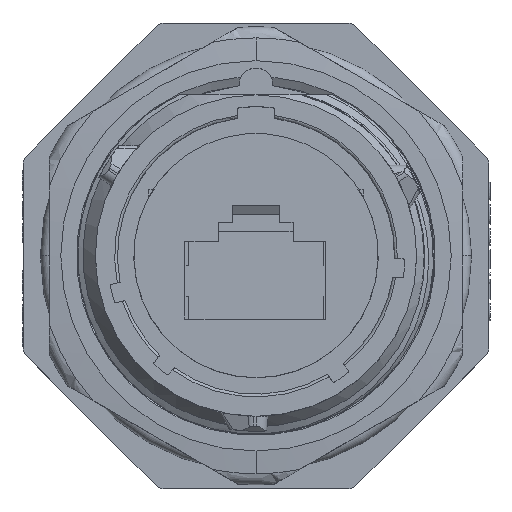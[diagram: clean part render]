
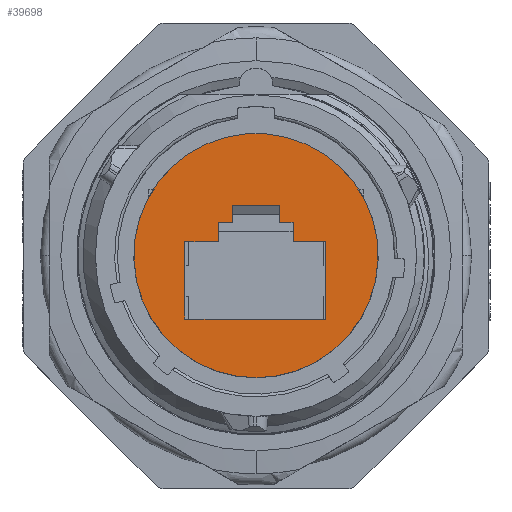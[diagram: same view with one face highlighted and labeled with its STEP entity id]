
A CAD part, top view. The second image highlights one B-rep face of the part: STEP entity #39698.
In plain terms, the highlighted planar face has unit normal (0, 0, 1).
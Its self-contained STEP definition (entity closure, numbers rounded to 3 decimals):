
#17848=CARTESIAN_POINT('',(0.,0.,21.04));
#17849=DIRECTION('',(0.,0.,1.));
#17850=DIRECTION('',(-0.41,0.912,0.));
#17851=AXIS2_PLACEMENT_3D('',#17848,#17849,#17850);
#17872=CARTESIAN_POINT('',(0.,0.,21.04));
#17873=DIRECTION('',(0.,0.,-1.));
#17874=DIRECTION('',(-0.41,0.912,0.));
#17875=AXIS2_PLACEMENT_3D('',#17872,#17873,#17874);
#17881=DIRECTION('',(1.,0.,0.));
#17882=VECTOR('',#17881,2.95);
#17883=CARTESIAN_POINT('',(-6.3,1.25,21.04));
#17884=LINE('',#17883,#17882);
#17885=DIRECTION('',(0.,1.,0.));
#17886=VECTOR('',#17885,6.87);
#17887=CARTESIAN_POINT('',(-6.3,-5.62,21.04));
#17888=LINE('',#17887,#17886);
#17889=DIRECTION('',(-1.,0.,0.));
#17890=VECTOR('',#17889,12.46);
#17891=CARTESIAN_POINT('',(6.16,-5.62,21.04));
#17892=LINE('',#17891,#17890);
#17893=DIRECTION('',(0.,-1.,0.));
#17894=VECTOR('',#17893,6.87);
#17895=CARTESIAN_POINT('',(6.16,1.25,21.04));
#17896=LINE('',#17895,#17894);
#17897=DIRECTION('',(1.,0.,0.));
#17898=VECTOR('',#17897,2.877);
#17899=CARTESIAN_POINT('',(3.283,1.25,21.04));
#17900=LINE('',#17899,#17898);
#17901=DIRECTION('',(0.,-1.,0.));
#17902=VECTOR('',#17901,1.7);
#17903=CARTESIAN_POINT('',(3.283,2.95,21.04));
#17904=LINE('',#17903,#17902);
#17905=DIRECTION('',(1.,0.,0.));
#17906=VECTOR('',#17905,1.183);
#17907=CARTESIAN_POINT('',(2.1,2.95,21.04));
#17908=LINE('',#17907,#17906);
#17909=DIRECTION('',(0.,-1.,0.));
#17910=VECTOR('',#17909,1.45);
#17911=CARTESIAN_POINT('',(2.1,4.4,21.04));
#17912=LINE('',#17911,#17910);
#17913=DIRECTION('',(1.,0.,0.));
#17914=VECTOR('',#17913,4.2);
#17915=CARTESIAN_POINT('',(-2.1,4.4,21.04));
#17916=LINE('',#17915,#17914);
#17917=DIRECTION('',(0.,1.,0.));
#17918=VECTOR('',#17917,1.45);
#17919=CARTESIAN_POINT('',(-2.1,2.95,21.04));
#17920=LINE('',#17919,#17918);
#17921=DIRECTION('',(1.,0.,0.));
#17922=VECTOR('',#17921,1.25);
#17923=CARTESIAN_POINT('',(-3.35,2.95,21.04));
#17924=LINE('',#17923,#17922);
#17925=DIRECTION('',(0.,1.,0.));
#17926=VECTOR('',#17925,1.7);
#17927=CARTESIAN_POINT('',(-3.35,1.25,21.04));
#17928=LINE('',#17927,#17926);
#20512=CARTESIAN_POINT('',(-4.437,9.874,21.04));
#20513=CARTESIAN_POINT('',(4.437,9.874,21.04));
#20514=VERTEX_POINT('',#20512);
#20515=VERTEX_POINT('',#20513);
#21042=CARTESIAN_POINT('',(-6.3,1.25,21.04));
#21043=CARTESIAN_POINT('',(-3.35,1.25,21.04));
#21044=VERTEX_POINT('',#21042);
#21045=VERTEX_POINT('',#21043);
#21046=CARTESIAN_POINT('',(-3.35,2.95,21.04));
#21047=VERTEX_POINT('',#21046);
#21048=CARTESIAN_POINT('',(-2.1,2.95,21.04));
#21049=VERTEX_POINT('',#21048);
#21050=CARTESIAN_POINT('',(-2.1,4.4,21.04));
#21051=VERTEX_POINT('',#21050);
#21052=CARTESIAN_POINT('',(2.1,4.4,21.04));
#21053=VERTEX_POINT('',#21052);
#21054=CARTESIAN_POINT('',(2.1,2.95,21.04));
#21055=VERTEX_POINT('',#21054);
#21056=CARTESIAN_POINT('',(3.283,2.95,21.04));
#21057=VERTEX_POINT('',#21056);
#21058=CARTESIAN_POINT('',(3.283,1.25,21.04));
#21059=VERTEX_POINT('',#21058);
#21060=CARTESIAN_POINT('',(6.16,1.25,21.04));
#21061=VERTEX_POINT('',#21060);
#21062=CARTESIAN_POINT('',(6.16,-5.62,21.04));
#21063=VERTEX_POINT('',#21062);
#21064=CARTESIAN_POINT('',(-6.3,-5.62,21.04));
#21065=VERTEX_POINT('',#21064);
#39663=CARTESIAN_POINT('',(0.,0.,21.04));
#39664=DIRECTION('',(0.,0.,1.));
#39665=DIRECTION('',(1.,0.,0.));
#39666=AXIS2_PLACEMENT_3D('',#39663,#39664,#39665);
#39667=PLANE('',#39666);
#39668=ORIENTED_EDGE('',*,*,#39633,.F.);
#39669=ORIENTED_EDGE('',*,*,#39657,.T.);
#39670=EDGE_LOOP('',(#39668,#39669));
#39671=FACE_OUTER_BOUND('',#39670,.F.);
#39673=ORIENTED_EDGE('',*,*,#39672,.F.);
#39675=ORIENTED_EDGE('',*,*,#39674,.F.);
#39677=ORIENTED_EDGE('',*,*,#39676,.F.);
#39679=ORIENTED_EDGE('',*,*,#39678,.F.);
#39681=ORIENTED_EDGE('',*,*,#39680,.F.);
#39683=ORIENTED_EDGE('',*,*,#39682,.F.);
#39685=ORIENTED_EDGE('',*,*,#39684,.F.);
#39687=ORIENTED_EDGE('',*,*,#39686,.F.);
#39689=ORIENTED_EDGE('',*,*,#39688,.F.);
#39691=ORIENTED_EDGE('',*,*,#39690,.F.);
#39693=ORIENTED_EDGE('',*,*,#39692,.F.);
#39695=ORIENTED_EDGE('',*,*,#39694,.F.);
#39696=EDGE_LOOP('',(#39673,#39675,#39677,#39679,#39681,#39683,#39685,#39687,
#39689,#39691,#39693,#39695));
#39697=FACE_BOUND('',#39696,.F.);
#39698=ADVANCED_FACE('',(#39671,#39697),#39667,.T.);
#17852=CIRCLE('',#17851,10.825);
#17876=CIRCLE('',#17875,10.825);
#39633=EDGE_CURVE('',#20514,#20515,#17852,.T.);
#39657=EDGE_CURVE('',#20514,#20515,#17876,.T.);
#39672=EDGE_CURVE('',#21044,#21045,#17884,.T.);
#39674=EDGE_CURVE('',#21065,#21044,#17888,.T.);
#39676=EDGE_CURVE('',#21063,#21065,#17892,.T.);
#39678=EDGE_CURVE('',#21061,#21063,#17896,.T.);
#39680=EDGE_CURVE('',#21059,#21061,#17900,.T.);
#39682=EDGE_CURVE('',#21057,#21059,#17904,.T.);
#39684=EDGE_CURVE('',#21055,#21057,#17908,.T.);
#39686=EDGE_CURVE('',#21053,#21055,#17912,.T.);
#39688=EDGE_CURVE('',#21051,#21053,#17916,.T.);
#39690=EDGE_CURVE('',#21049,#21051,#17920,.T.);
#39692=EDGE_CURVE('',#21047,#21049,#17924,.T.);
#39694=EDGE_CURVE('',#21045,#21047,#17928,.T.);
